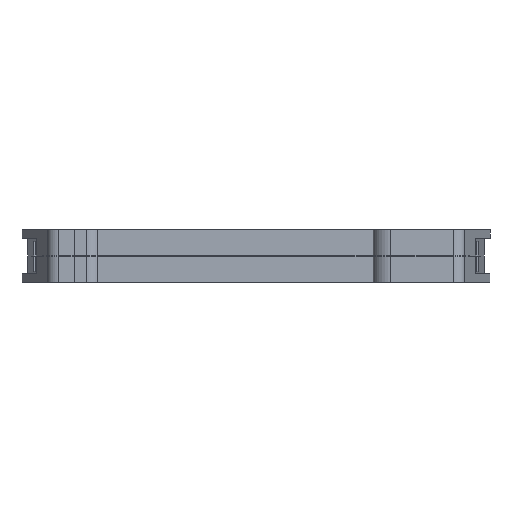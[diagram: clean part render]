
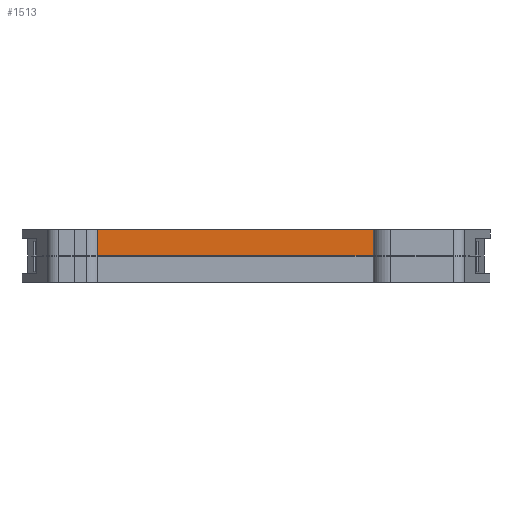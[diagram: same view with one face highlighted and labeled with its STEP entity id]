
A CAD part, front view. The second image highlights one B-rep face of the part: STEP entity #1513.
In plain terms, the highlighted planar face has unit normal (0, -1, 0).
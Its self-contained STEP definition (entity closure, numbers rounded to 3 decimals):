
#716 = VERTEX_POINT ( 'NONE', #7066 ) ;
#720 = EDGE_CURVE ( 'NONE', #716, #721, #7061, .T. ) ;
#721 = VERTEX_POINT ( 'NONE', #7057 ) ;
#1507 = ORIENTED_EDGE ( 'NONE', *, *, #1509, .T. ) ;
#1509 = EDGE_CURVE ( 'NONE', #1523, #32163, #8462, .T. ) ;
#1510 = ORIENTED_EDGE ( 'NONE', *, *, #32162, .T. ) ;
#1513 = ADVANCED_FACE ( 'NONE', ( #8458 ), #8457, .F. ) ;
#1514 = EDGE_LOOP ( 'NONE', ( #1507, #1510, #1515, #1525 ) ) ;
#1515 = ORIENTED_EDGE ( 'NONE', *, *, #720, .F. ) ;
#1520 = EDGE_CURVE ( 'NONE', #716, #1523, #8447, .T. ) ;
#1523 = VERTEX_POINT ( 'NONE', #8443 ) ;
#1525 = ORIENTED_EDGE ( 'NONE', *, *, #1520, .T. ) ;
#7057 = CARTESIAN_POINT ( 'NONE',  ( 27.167, 0., 4.5 ) ) ;
#7058 = DIRECTION ( 'NONE',  ( 1., 0., 0. ) ) ;
#7059 = VECTOR ( 'NONE', #7058, 1000. ) ;
#7060 = CARTESIAN_POINT ( 'NONE',  ( -20.011, 0., 4.5 ) ) ;
#7061 = LINE ( 'NONE', #7060, #7059 ) ;
#7066 = CARTESIAN_POINT ( 'NONE',  ( -20.011, 0., 4.5 ) ) ;
#8443 = CARTESIAN_POINT ( 'NONE',  ( -20.011, 0., 0. ) ) ;
#8444 = DIRECTION ( 'NONE',  ( 0., 0., -1. ) ) ;
#8445 = VECTOR ( 'NONE', #8444, 1000. ) ;
#8446 = CARTESIAN_POINT ( 'NONE',  ( -20.011, 0., 1.5 ) ) ;
#8447 = LINE ( 'NONE', #8446, #8445 ) ;
#8453 = DIRECTION ( 'NONE',  ( -1., 0., 0. ) ) ;
#8454 = DIRECTION ( 'NONE',  ( 0., 1., 0. ) ) ;
#8455 = CARTESIAN_POINT ( 'NONE',  ( 0., 0., 1.5 ) ) ;
#8456 = AXIS2_PLACEMENT_3D ( 'NONE', #8455, #8454, #8453 ) ;
#8457 = PLANE ( 'NONE',  #8456 ) ;
#8458 = FACE_OUTER_BOUND ( 'NONE', #1514, .T. ) ;
#8459 = DIRECTION ( 'NONE',  ( 1., 0., 0. ) ) ;
#8460 = VECTOR ( 'NONE', #8459, 1000. ) ;
#8461 = CARTESIAN_POINT ( 'NONE',  ( 0., 0., 0. ) ) ;
#8462 = LINE ( 'NONE', #8461, #8460 ) ;
#32162 = EDGE_CURVE ( 'NONE', #32163, #721, #36600, .T. ) ;
#32163 = VERTEX_POINT ( 'NONE', #36596 ) ;
#36596 = CARTESIAN_POINT ( 'NONE',  ( 27.167, 0., 0. ) ) ;
#36597 = DIRECTION ( 'NONE',  ( 0., 0., 1. ) ) ;
#36598 = VECTOR ( 'NONE', #36597, 1000. ) ;
#36599 = CARTESIAN_POINT ( 'NONE',  ( 27.167, 0., -14.658 ) ) ;
#36600 = LINE ( 'NONE', #36599, #36598 ) ;
